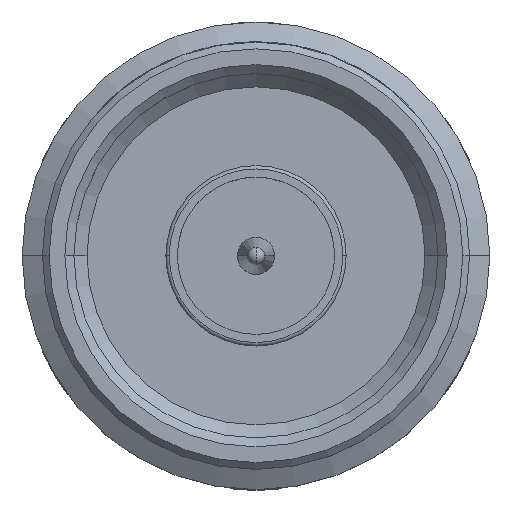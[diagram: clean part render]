
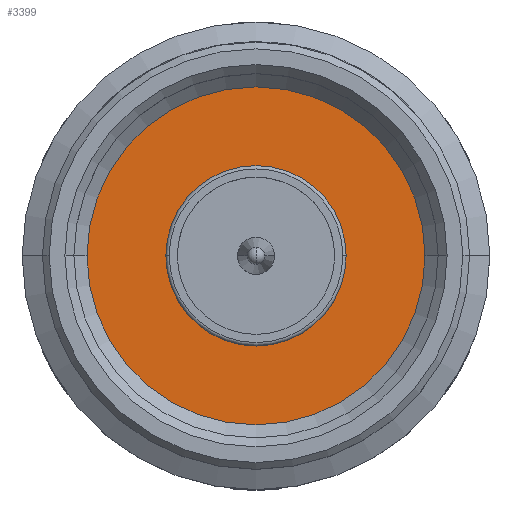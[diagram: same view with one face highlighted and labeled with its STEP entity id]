
A CAD part, top view. The second image highlights one B-rep face of the part: STEP entity #3399.
In plain terms, the highlighted planar face has unit normal (0, 0, 1).
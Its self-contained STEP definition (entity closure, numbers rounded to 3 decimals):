
#56 = ORIENTED_EDGE ( 'NONE', *, *, #10822, .T. ) ;
#636 = ORIENTED_EDGE ( 'NONE', *, *, #1901, .T. ) ;
#700 = AXIS2_PLACEMENT_3D ( 'NONE', #12624, #855, #1352 ) ;
#855 = DIRECTION ( 'NONE',  ( 0., 0., -1. ) ) ;
#1352 = DIRECTION ( 'NONE',  ( -1., 0., 0. ) ) ;
#1901 = EDGE_CURVE ( 'NONE', #7805, #4020, #12160, .T. ) ;
#2008 = AXIS2_PLACEMENT_3D ( 'NONE', #2362, #12456, #12235 ) ;
#2124 = DIRECTION ( 'NONE',  ( 0., 0., 1. ) ) ;
#2362 = CARTESIAN_POINT ( 'NONE',  ( 0., 0., -3.435 ) ) ;
#2862 = CARTESIAN_POINT ( 'NONE',  ( -7.515, 0., -3.435 ) ) ;
#2896 = ORIENTED_EDGE ( 'NONE', *, *, #8723, .T. ) ;
#3225 = CARTESIAN_POINT ( 'NONE',  ( 4.01, 0., -3.435 ) ) ;
#3399 = ADVANCED_FACE ( 'NONE', ( #3869, #13044 ), #13076, .F. ) ;
#3421 = EDGE_LOOP ( 'NONE', ( #636, #3598 ) ) ;
#3598 = ORIENTED_EDGE ( 'NONE', *, *, #14034, .T. ) ;
#3869 = FACE_BOUND ( 'NONE', #3421, .T. ) ;
#3972 = DIRECTION ( 'NONE',  ( -1., 0., 0. ) ) ;
#4020 = VERTEX_POINT ( 'NONE', #7246 ) ;
#4606 = VERTEX_POINT ( 'NONE', #4851 ) ;
#4851 = CARTESIAN_POINT ( 'NONE',  ( 7.515, 0., -3.435 ) ) ;
#5138 = AXIS2_PLACEMENT_3D ( 'NONE', #11741, #10355, #11820 ) ;
#7145 = DIRECTION ( 'NONE',  ( -1., 0., 0. ) ) ;
#7246 = CARTESIAN_POINT ( 'NONE',  ( -4.01, 0., -3.435 ) ) ;
#7327 = CIRCLE ( 'NONE', #2008, 7.515 ) ;
#7655 = AXIS2_PLACEMENT_3D ( 'NONE', #9201, #9990, #3972 ) ;
#7805 = VERTEX_POINT ( 'NONE', #3225 ) ;
#8723 = EDGE_CURVE ( 'NONE', #12346, #4606, #7327, .T. ) ;
#9036 = CARTESIAN_POINT ( 'NONE',  ( 0., 0., -3.435 ) ) ;
#9201 = CARTESIAN_POINT ( 'NONE',  ( 0., 0., -3.435 ) ) ;
#9990 = DIRECTION ( 'NONE',  ( 0., 0., -1. ) ) ;
#10355 = DIRECTION ( 'NONE',  ( 0., 0., -1. ) ) ;
#10822 = EDGE_CURVE ( 'NONE', #4606, #12346, #12107, .T. ) ;
#11741 = CARTESIAN_POINT ( 'NONE',  ( 0., 0., -3.435 ) ) ;
#11768 = EDGE_LOOP ( 'NONE', ( #56, #2896 ) ) ;
#11820 = DIRECTION ( 'NONE',  ( -1., 0., 0. ) ) ;
#12107 = CIRCLE ( 'NONE', #13683, 7.515 ) ;
#12160 = CIRCLE ( 'NONE', #5138, 4.01 ) ;
#12235 = DIRECTION ( 'NONE',  ( -1., 0., 0. ) ) ;
#12346 = VERTEX_POINT ( 'NONE', #2862 ) ;
#12456 = DIRECTION ( 'NONE',  ( 0., 0., 1. ) ) ;
#12624 = CARTESIAN_POINT ( 'NONE',  ( 0., 0., -3.435 ) ) ;
#13044 = FACE_OUTER_BOUND ( 'NONE', #11768, .T. ) ;
#13076 = PLANE ( 'NONE',  #7655 ) ;
#13683 = AXIS2_PLACEMENT_3D ( 'NONE', #9036, #2124, #7145 ) ;
#13801 = CIRCLE ( 'NONE', #700, 4.01 ) ;
#14034 = EDGE_CURVE ( 'NONE', #4020, #7805, #13801, .T. ) ;
